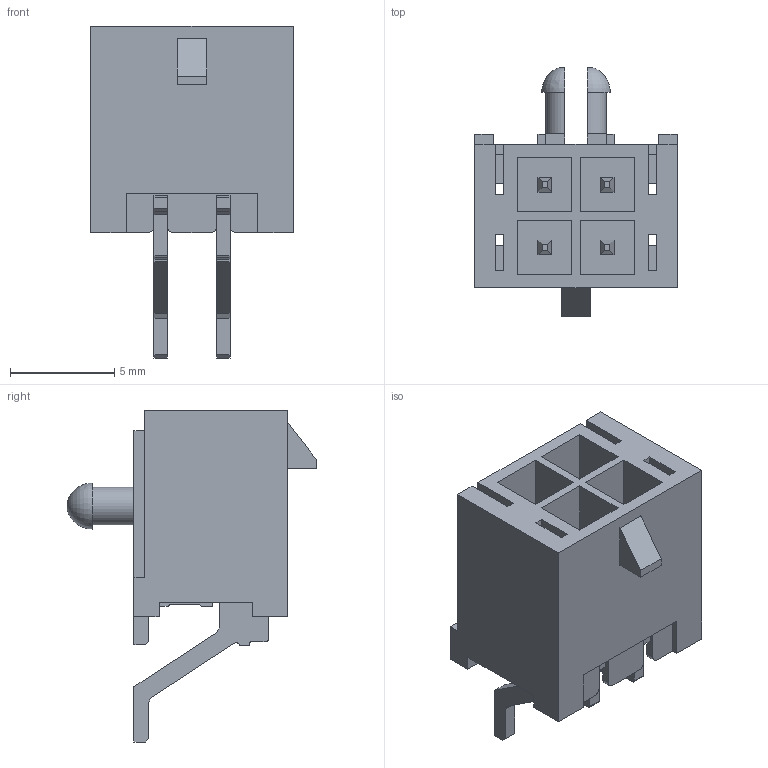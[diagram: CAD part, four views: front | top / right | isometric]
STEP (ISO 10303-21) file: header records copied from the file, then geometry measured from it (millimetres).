
FILE_DESCRIPTION(/* description */ ('Unknown'),/* implementation_level */ '2;1');
FILE_NAME(/* name */ '662004236022',/* time_stamp */ '2017-07-20T15:44:26+02:00',/* author */ ('Unknown'),/* organization */ ('Unknown'),/* preprocessor_version */ 'ST-DEVELOPER v16.7',/* originating_system */ 'DEX',/* authorisation */ $);
FILE_SCHEMA (('AUTOMOTIVE_DESIGN {1 0 10303 214 3 1 1}'));
Length unit declared in the file: millimetre
Products named in the file (4): 6620xx236022; 662004236022; 6620xx236022_PIN_COURTE; 6620xx236022_PIN_LONGUE
Assembly tree (5 placements, depth 2):
  6620xx236022
    662004236022
    6620xx236022_PIN_COURTE  x2
    6620xx236022_PIN_LONGUE  x2
Bounding box: 9.7 x 11.96 x 15.9 mm (x, y, z)
Volume: 426.8 mm3; surface area: 1194.6 mm2
Topology: 5 solids, 5 shells, 277 faces, 798 edges, 526 vertices
Faces by surface type: plane 251, cylinder 24, torus 2
Entity records: 7411 total; most frequent: CARTESIAN_POINT 1313, ORIENTED_EDGE 1306, DIRECTION 1153, EDGE_CURVE 653, LINE 609, VECTOR 609, VERTEX_POINT 432, AXIS2_PLACEMENT_3D 272
